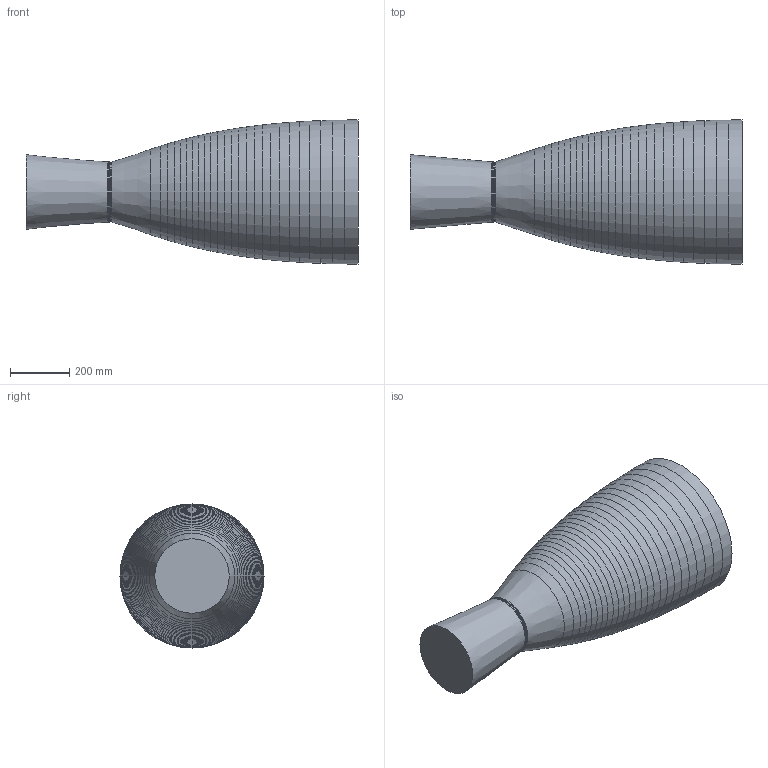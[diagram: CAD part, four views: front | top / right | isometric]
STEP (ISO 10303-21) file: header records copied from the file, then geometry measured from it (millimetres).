
FILE_DESCRIPTION(('FreeCAD Model'),'2;1');
FILE_NAME('revolve.step','2020-07-25T15:35:30',('Author'),(''), 'Open CASCADE STEP processor 7.3','FreeCAD','Unknown');
FILE_SCHEMA(('AUTOMOTIVE_DESIGN_CC2 { 1 2 10303 214 -1 1 5 4 }'));
Length unit declared in the file: millimetre
Products named in the file (1): Revolve
Bounding box: 1123.7 x 487.84 x 487.84 mm (x, y, z)
Volume: 120942175.2 mm3; surface area: 1507389.1 mm2
Topology: 1 solids, 1 shells, 38 faces, 73 edges, 37 vertices
Faces by surface type: cone 36, plane 2
Entity records: 1904 total; most frequent: DIRECTION 334, CARTESIAN_POINT 295, LINE 180, VECTOR 180, ORIENTED_EDGE 146, PCURVE 146, DEFINITIONAL_REPRESENTATION 146, AXIS2_PLACEMENT_3D 76
